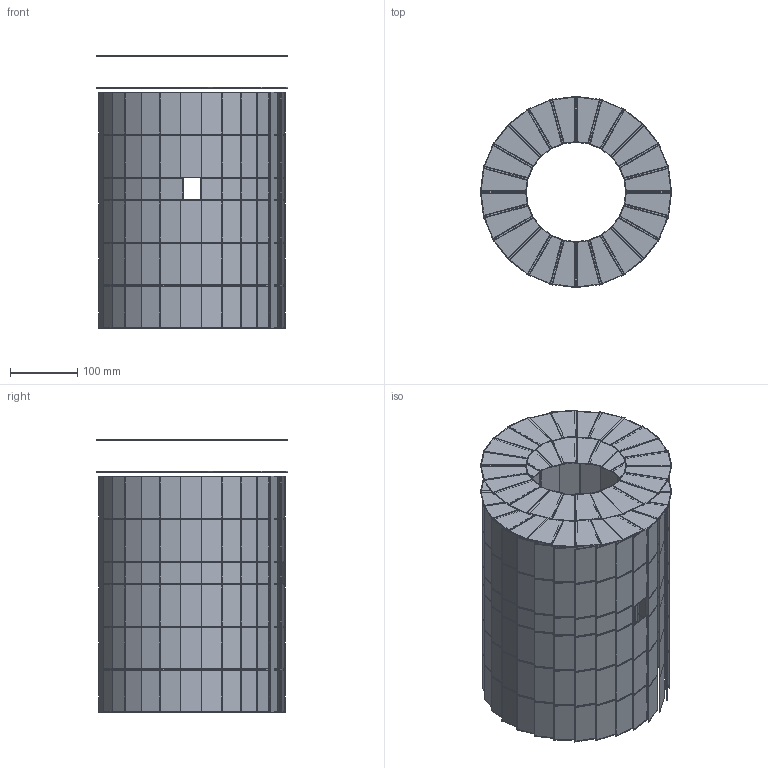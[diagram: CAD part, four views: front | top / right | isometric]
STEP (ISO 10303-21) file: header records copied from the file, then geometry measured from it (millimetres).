
FILE_DESCRIPTION((''),'2;1');
FILE_NAME('Sv-1.0.stp','2008-03-28T19:28:23',('thomas'),(''),'Autodesk Inventor 2008','Autodesk Inventor 2008','');
FILE_SCHEMA(('AUTOMOTIVE_DESIGN { 1 0 10303 214 1 1 1 1 }'));
Length unit declared in the file: millimetre
Products named in the file (23): Sv-1; Fwd; Strip_Ldk; Strip_Smod_N2_TrapL; Strip_Mod_1Sens_TrapL; Strip_Sens_TrapL; StripActive_TrapL; StripPassive_TrapL; Hshell; Strip_Bl3; Sv1; Strip_Smod_N5_Rect; Strip_Mod_3Sens_RectL; Strip_Sens_RectL; StripActive_RectL; StripPassive_RectL; Strip_Mod_2Sens_RectL; Strip_Smod_N6_Rect; Strip_Mod_2Sens_RectM; Strip_Sens_RectS; StripActive_RectS; StripPassive_RectS; Strip_Bl4
Assembly tree (62 placements, depth 7):
  Sv-1
    Fwd  x2
      Strip_Ldk
        Strip_Smod_N2_TrapL  x6
          Strip_Mod_1Sens_TrapL
            Strip_Sens_TrapL
              StripActive_TrapL
              StripPassive_TrapL
    Hshell  x2
      Strip_Bl3
        Sv1  x2
        Strip_Smod_N5_Rect
          Strip_Mod_3Sens_RectL
            Strip_Sens_RectL  x3
              StripActive_RectL
              StripPassive_RectL
          Strip_Mod_2Sens_RectL
            Strip_Sens_RectL  x2
              StripActive_RectL
              StripPassive_RectL
        Strip_Smod_N6_Rect  x8
          Strip_Mod_2Sens_RectM
            Strip_Sens_RectL
              StripActive_RectL
              StripPassive_RectL
            Strip_Sens_RectS
              StripActive_RectS
              StripPassive_RectS
          Strip_Mod_2Sens_RectL
            Strip_Sens_RectL  x2
              StripActive_RectL
              StripPassive_RectL
      Strip_Bl4
        Sv1  x2
        Strip_Smod_N5_Rect
          Strip_Mod_3Sens_RectL
            Strip_Sens_RectL  x3
              StripActive_RectL
              StripPassive_RectL
          Strip_Mod_2Sens_RectL
            Strip_Sens_RectL  x2
              StripActive_RectL
              StripPassive_RectL
        Strip_Smod_N6_Rect  x13
          Strip_Mod_2Sens_RectM
            Strip_Sens_RectL
              StripActive_RectL
              StripPassive_RectL
            Strip_Sens_RectS
              StripActive_RectS
              StripPassive_RectS
          Strip_Mod_2Sens_RectL
            Strip_Sens_RectL  x2
              StripActive_RectL
              StripPassive_RectL
Bounding box: 284.96 x 284.96 x 404.94 mm (x, y, z)
Volume: 191083 mm3; surface area: 1395034.6 mm2
Topology: 640 solids, 640 shells, 5120 faces, 11520 edges, 7680 vertices
Faces by surface type: plane 5120
Entity records: 2360 total; most frequent: DIRECTION 374, CARTESIAN_POINT 313, ORIENTED_EDGE 216, AXIS2_PLACEMENT_3D 133, VECTOR 108, LINE 108, EDGE_CURVE 108, PRODUCT_DEFINITION_SHAPE 85
